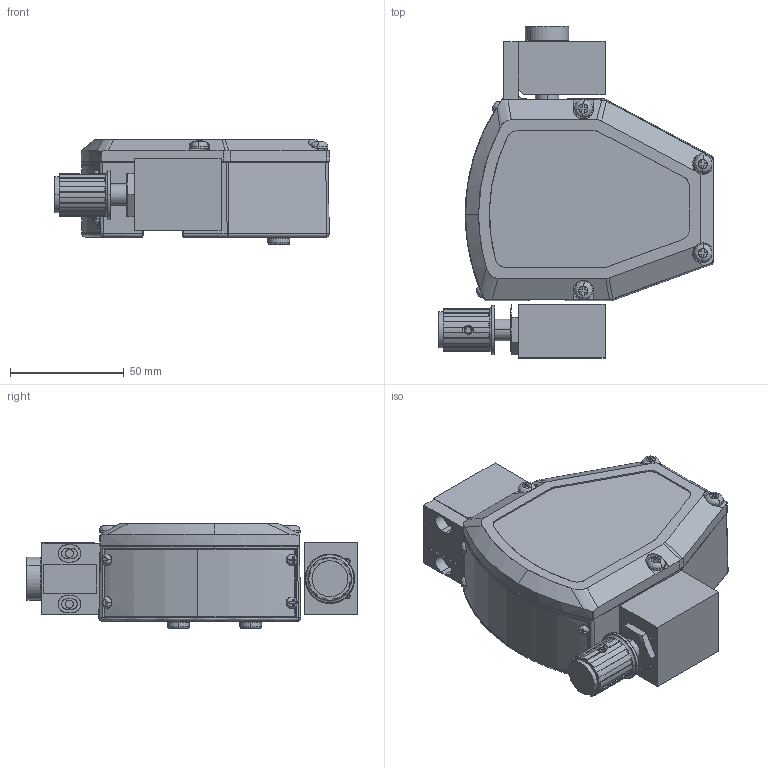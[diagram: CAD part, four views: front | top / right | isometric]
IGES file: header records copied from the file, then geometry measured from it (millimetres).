
Start section: SolidWorks IGES file using analytic representation for surfaces
Global section: file name: 3750C-0-11B-AA.IGS; native system: SolidWorks 2017; preprocessor: SolidWorks 2017; author: sbizzarro; date: 190102.105147; units: inch
Bounding box: 120.53 x 145.69 x 46.05 mm (x, y, z)
Surface area: 55172.3 mm2 (no closed solid volume)
Topology: 0 solids, 0 shells, 516 faces, 5469 edges, 5463 vertices
Faces by surface type: bspline 339, revolution 177
